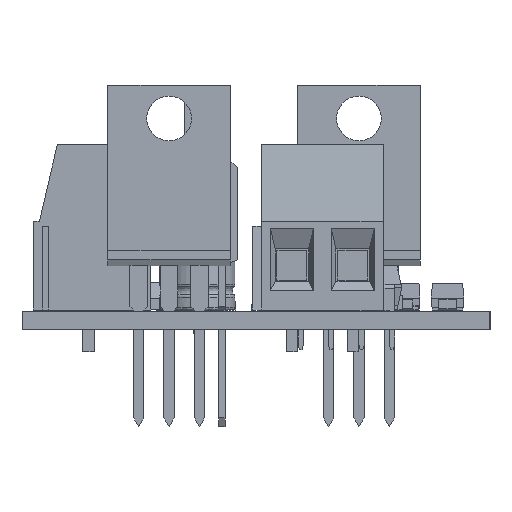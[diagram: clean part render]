
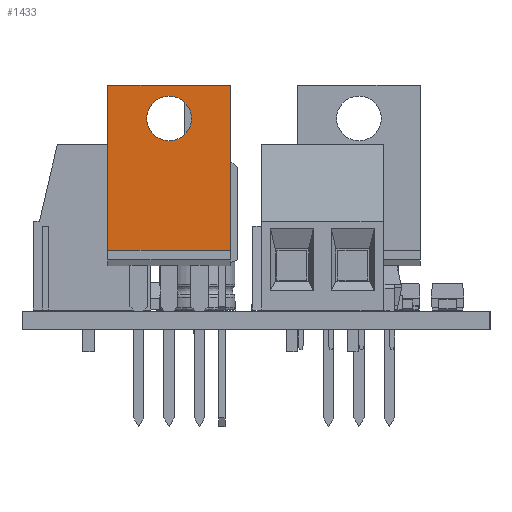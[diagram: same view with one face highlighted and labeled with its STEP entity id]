
A CAD part, left-side view. The second image highlights one B-rep face of the part: STEP entity #1433.
In plain terms, the highlighted face is planar.
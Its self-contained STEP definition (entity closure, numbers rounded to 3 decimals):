
#878 = VERTEX_POINT('',#879);
#879 = CARTESIAN_POINT('',(-2.575,3.16,18.775));
#885 = EDGE_CURVE('',#886,#878,#888,.T.);
#886 = VERTEX_POINT('',#887);
#887 = CARTESIAN_POINT('',(-2.575,3.16,5.));
#888 = LINE('',#889,#890);
#889 = CARTESIAN_POINT('',(-2.575,3.16,5.));
#890 = VECTOR('',#891,1.);
#891 = DIRECTION('',(0.,0.,1.));
#944 = VERTEX_POINT('',#945);
#945 = CARTESIAN_POINT('',(7.655,3.16,5.));
#951 = EDGE_CURVE('',#944,#952,#954,.T.);
#952 = VERTEX_POINT('',#953);
#953 = CARTESIAN_POINT('',(7.655,3.16,18.775));
#954 = LINE('',#955,#956);
#955 = CARTESIAN_POINT('',(7.655,3.16,5.));
#956 = VECTOR('',#957,1.);
#957 = DIRECTION('',(0.,0.,1.));
#976 = EDGE_CURVE('',#886,#944,#977,.T.);
#977 = LINE('',#978,#979);
#978 = CARTESIAN_POINT('',(-2.575,3.16,5.));
#979 = VECTOR('',#980,1.);
#980 = DIRECTION('',(1.,0.,0.));
#1433 = ADVANCED_FACE('',(#1434,#1445),#1456,.T.);
#1434 = FACE_BOUND('',#1435,.T.);
#1435 = EDGE_LOOP('',(#1436,#1437,#1443,#1444));
#1436 = ORIENTED_EDGE('',*,*,#885,.T.);
#1437 = ORIENTED_EDGE('',*,*,#1438,.T.);
#1438 = EDGE_CURVE('',#878,#952,#1439,.T.);
#1439 = LINE('',#1440,#1441);
#1440 = CARTESIAN_POINT('',(-2.575,3.16,18.775));
#1441 = VECTOR('',#1442,1.);
#1442 = DIRECTION('',(1.,0.,0.));
#1443 = ORIENTED_EDGE('',*,*,#951,.F.);
#1444 = ORIENTED_EDGE('',*,*,#976,.F.);
#1445 = FACE_BOUND('',#1446,.T.);
#1446 = EDGE_LOOP('',(#1447));
#1447 = ORIENTED_EDGE('',*,*,#1448,.T.);
#1448 = EDGE_CURVE('',#1449,#1449,#1451,.T.);
#1449 = VERTEX_POINT('',#1450);
#1450 = CARTESIAN_POINT('',(4.408,3.16,16.005));
#1451 = CIRCLE('',#1452,1.868);
#1452 = AXIS2_PLACEMENT_3D('',#1453,#1454,#1455);
#1453 = CARTESIAN_POINT('',(2.54,3.16,16.005));
#1454 = DIRECTION('',(0.,-1.,0.));
#1455 = DIRECTION('',(1.,0.,0.));
#1456 = PLANE('',#1457);
#1457 = AXIS2_PLACEMENT_3D('',#1458,#1459,#1460);
#1458 = CARTESIAN_POINT('',(-2.575,3.16,5.));
#1459 = DIRECTION('',(0.,1.,0.));
#1460 = DIRECTION('',(1.,0.,0.));
